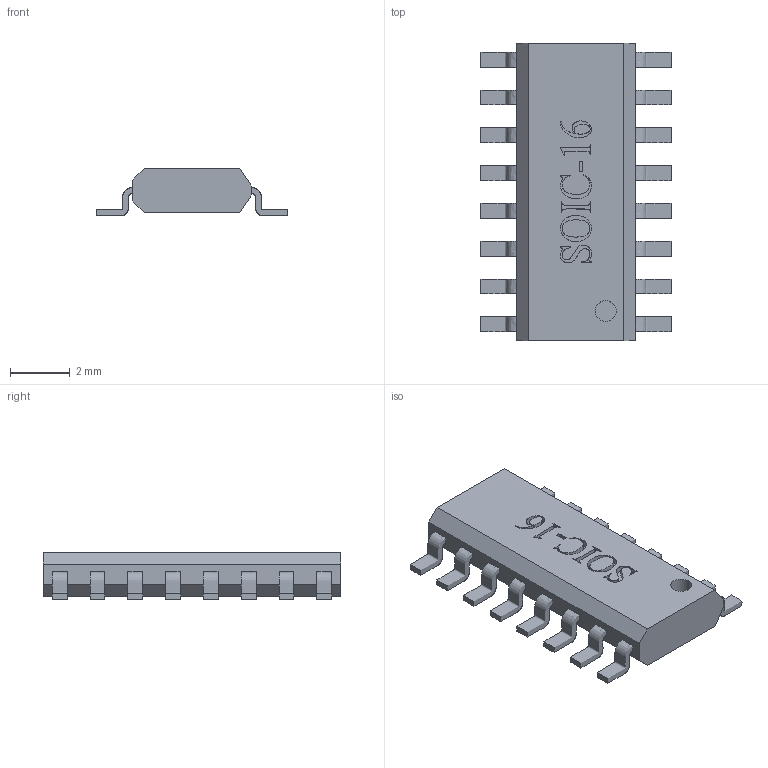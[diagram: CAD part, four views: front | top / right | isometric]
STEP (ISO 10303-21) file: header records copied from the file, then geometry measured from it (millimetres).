
FILE_DESCRIPTION (( 'STEP AP214' ), '1' );
FILE_NAME ('User Library-SOIC-16-4.STEP', '2021-09-22T07:39:51', ( '' ), ( '' ), 'SwSTEP 2.0', 'SolidWorks 2021', '' );
FILE_SCHEMA (( 'AUTOMOTIVE_DESIGN' ));
Length unit declared in the file: millimetre
Products named in the file (1): User Library-SOIC-16-4
Bounding box: 6.38 x 10 x 1.6 mm (x, y, z)
Volume: 58.4 mm3; surface area: 160.6 mm2
Topology: 17 solids, 17 shells, 177 faces, 399 edges, 266 vertices
Faces by surface type: bspline 94, plane 81, cylinder 2
Entity records: 26359 total; most frequent: CARTESIAN_POINT 23025, ORIENTED_EDGE 798, EDGE_CURVE 399, DIRECTION 293, B_SPLINE_CURVE_WITH_KNOTS 278, VERTEX_POINT 266, EDGE_LOOP 187, ADVANCED_FACE 177
